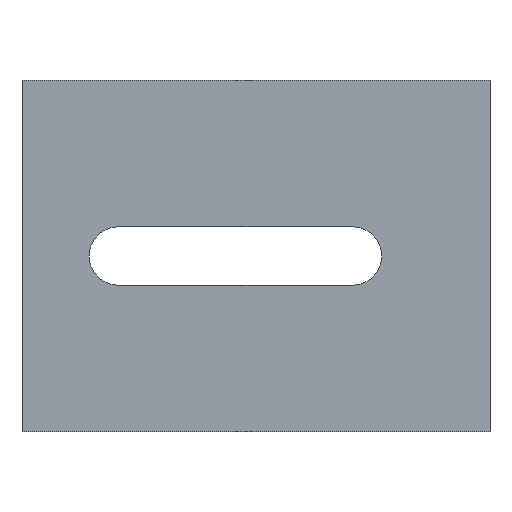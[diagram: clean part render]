
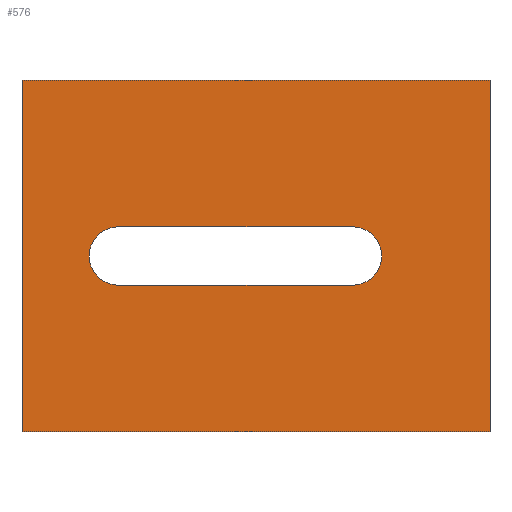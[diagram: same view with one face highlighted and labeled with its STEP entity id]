
A CAD part, front view. The second image highlights one B-rep face of the part: STEP entity #576.
In plain terms, the highlighted planar face has unit normal (0, -1, 0).
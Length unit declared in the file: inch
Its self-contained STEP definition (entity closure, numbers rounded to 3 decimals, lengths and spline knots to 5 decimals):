
#3 = ORIENTED_EDGE ( 'NONE', *, *, #307, .T. ) ;
#4 = CARTESIAN_POINT ( 'NONE',  ( 0., 0., 1.5 ) ) ;
#9 = LINE ( 'NONE', #4, #214 ) ;
#15 = VERTEX_POINT ( 'NONE', #130 ) ;
#22 = ORIENTED_EDGE ( 'NONE', *, *, #232, .T. ) ;
#29 = CARTESIAN_POINT ( 'NONE',  ( -2., 0., 1.5 ) ) ;
#34 = FACE_BOUND ( 'NONE', #258, .T. ) ;
#48 = EDGE_LOOP ( 'NONE', ( #3, #65, #166, #22 ) ) ;
#50 = VECTOR ( 'NONE', #277, 39.37008 ) ;
#52 = VERTEX_POINT ( 'NONE', #270 ) ;
#60 = DIRECTION ( 'NONE',  ( 0., 0., -1. ) ) ;
#61 = VERTEX_POINT ( 'NONE', #29 ) ;
#65 = ORIENTED_EDGE ( 'NONE', *, *, #249, .F. ) ;
#73 = VERTEX_POINT ( 'NONE', #403 ) ;
#74 = DIRECTION ( 'NONE',  ( 0., 0., 1. ) ) ;
#84 = CARTESIAN_POINT ( 'NONE',  ( -1.58781, 0., 0.875 ) ) ;
#88 = CARTESIAN_POINT ( 'NONE',  ( -2., 0., 1.5 ) ) ;
#95 = ORIENTED_EDGE ( 'NONE', *, *, #466, .F. ) ;
#96 = CARTESIAN_POINT ( 'NONE',  ( -2., 0., 1.5 ) ) ;
#101 = VECTOR ( 'NONE', #283, 39.37008 ) ;
#104 = DIRECTION ( 'NONE',  ( 1., 0., 0. ) ) ;
#107 = DIRECTION ( 'NONE',  ( 1., 0., 0. ) ) ;
#130 = CARTESIAN_POINT ( 'NONE',  ( 0., 0., 1.5 ) ) ;
#149 = VECTOR ( 'NONE', #104, 39.37008 ) ;
#153 = CARTESIAN_POINT ( 'NONE',  ( -0.58781, 0., 0.625 ) ) ;
#161 = EDGE_CURVE ( 'NONE', #336, #536, #572, .T. ) ;
#166 = ORIENTED_EDGE ( 'NONE', *, *, #613, .F. ) ;
#177 = EDGE_CURVE ( 'NONE', #73, #336, #326, .T. ) ;
#183 = CARTESIAN_POINT ( 'NONE',  ( -2., 0., 1.5 ) ) ;
#191 = DIRECTION ( 'NONE',  ( 0., -1., 0. ) ) ;
#193 = LINE ( 'NONE', #88, #50 ) ;
#209 = VERTEX_POINT ( 'NONE', #153 ) ;
#214 = VECTOR ( 'NONE', #60, 39.37008 ) ;
#220 = LINE ( 'NONE', #577, #149 ) ;
#227 = ORIENTED_EDGE ( 'NONE', *, *, #243, .F. ) ;
#232 = EDGE_CURVE ( 'NONE', #61, #52, #436, .T. ) ;
#243 = EDGE_CURVE ( 'NONE', #536, #209, #352, .T. ) ;
#249 = EDGE_CURVE ( 'NONE', #15, #586, #9, .T. ) ;
#255 = ORIENTED_EDGE ( 'NONE', *, *, #161, .F. ) ;
#257 = CARTESIAN_POINT ( 'NONE',  ( -1.58781, 0., 0.625 ) ) ;
#258 = EDGE_LOOP ( 'NONE', ( #227, #255, #309, #95 ) ) ;
#270 = CARTESIAN_POINT ( 'NONE',  ( -2., 0., 0. ) ) ;
#277 = DIRECTION ( 'NONE',  ( 1., 0., 0. ) ) ;
#282 = AXIS2_PLACEMENT_3D ( 'NONE', #477, #567, #475 ) ;
#283 = DIRECTION ( 'NONE',  ( -1., 0., 0. ) ) ;
#294 = DIRECTION ( 'NONE',  ( 0., 0., -1. ) ) ;
#307 = EDGE_CURVE ( 'NONE', #52, #586, #220, .T. ) ;
#309 = ORIENTED_EDGE ( 'NONE', *, *, #177, .F. ) ;
#326 = LINE ( 'NONE', #84, #101 ) ;
#336 = VERTEX_POINT ( 'NONE', #546 ) ;
#352 = LINE ( 'NONE', #257, #391 ) ;
#363 = CARTESIAN_POINT ( 'NONE',  ( 0., 0., 0. ) ) ;
#391 = VECTOR ( 'NONE', #107, 39.37008 ) ;
#403 = CARTESIAN_POINT ( 'NONE',  ( -0.58781, 0., 0.875 ) ) ;
#419 = CARTESIAN_POINT ( 'NONE',  ( -1.58781, 0., 0.75 ) ) ;
#423 = AXIS2_PLACEMENT_3D ( 'NONE', #183, #560, #74 ) ;
#431 = VECTOR ( 'NONE', #294, 39.37008 ) ;
#436 = LINE ( 'NONE', #96, #431 ) ;
#438 = CARTESIAN_POINT ( 'NONE',  ( -1.58781, 0., 0.625 ) ) ;
#466 = EDGE_CURVE ( 'NONE', #209, #73, #543, .T. ) ;
#475 = DIRECTION ( 'NONE',  ( 0., 0., 1. ) ) ;
#477 = CARTESIAN_POINT ( 'NONE',  ( -0.58781, 0., 0.75 ) ) ;
#507 = PLANE ( 'NONE',  #423 ) ;
#518 = FACE_OUTER_BOUND ( 'NONE', #48, .T. ) ;
#536 = VERTEX_POINT ( 'NONE', #438 ) ;
#543 = CIRCLE ( 'NONE', #282, 0.125 ) ;
#546 = CARTESIAN_POINT ( 'NONE',  ( -1.58781, 0., 0.875 ) ) ;
#557 = DIRECTION ( 'NONE',  ( 0., 0., 1. ) ) ;
#560 = DIRECTION ( 'NONE',  ( 0., 1., 0. ) ) ;
#567 = DIRECTION ( 'NONE',  ( 0., -1., 0. ) ) ;
#572 = CIRCLE ( 'NONE', #609, 0.125 ) ;
#576 = ADVANCED_FACE ( 'NONE', ( #34, #518 ), #507, .F. ) ;
#577 = CARTESIAN_POINT ( 'NONE',  ( -2., 0., 0. ) ) ;
#586 = VERTEX_POINT ( 'NONE', #363 ) ;
#609 = AXIS2_PLACEMENT_3D ( 'NONE', #419, #191, #557 ) ;
#613 = EDGE_CURVE ( 'NONE', #61, #15, #193, .T. ) ;
